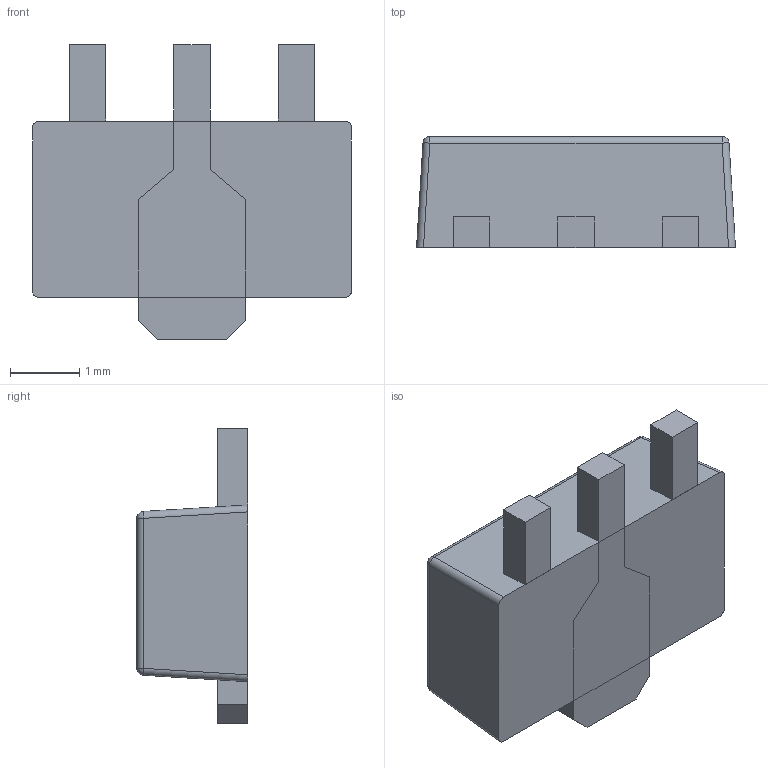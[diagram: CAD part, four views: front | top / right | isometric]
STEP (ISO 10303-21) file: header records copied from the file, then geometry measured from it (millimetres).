
FILE_DESCRIPTION (( 'STEP AP214' ), '1' );
FILE_NAME ('User Library-SOT89-3-2.STEP', '2021-09-27T08:23:22', ( '' ), ( '' ), 'SwSTEP 2.0', 'SolidWorks 2021', '' );
FILE_SCHEMA (( 'AUTOMOTIVE_DESIGN' ));
Length unit declared in the file: millimetre
Products named in the file (1): User Library-SOT89-3-2
Bounding box: 4.6 x 1.61 x 4.25 mm (x, y, z)
Volume: 20 mm3; surface area: 62.6 mm2
Topology: 4 solids, 4 shells, 154 faces, 394 edges, 256 vertices
Faces by surface type: bspline 77, plane 63, cylinder 8, sphere 4, torus 2
Entity records: 9002 total; most frequent: CARTESIAN_POINT 5482, ORIENTED_EDGE 780, DIRECTION 406, EDGE_CURVE 390, VERTEX_POINT 256, VECTOR 214, LINE 214, EDGE_LOOP 166
